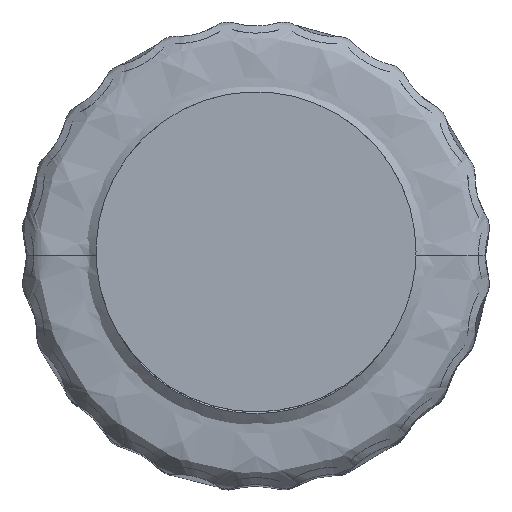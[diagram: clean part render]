
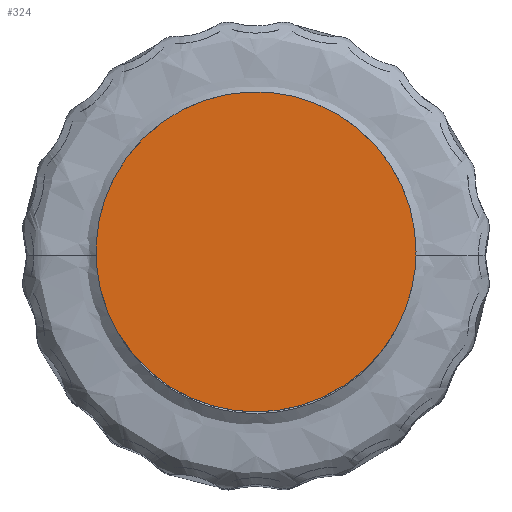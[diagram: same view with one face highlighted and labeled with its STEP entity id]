
A CAD part, top view. The second image highlights one B-rep face of the part: STEP entity #324.
In plain terms, the highlighted planar face has unit normal (0, 0, 1).
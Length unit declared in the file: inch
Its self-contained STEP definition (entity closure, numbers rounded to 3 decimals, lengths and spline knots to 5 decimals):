
#44=PLANE('',#3676);
#324=ADVANCED_FACE('',(#549),#44,.T.);
#549=FACE_OUTER_BOUND('',#794,.T.);
#794=EDGE_LOOP('',(#1922));
#1922=ORIENTED_EDGE('',*,*,#2493,.T.);
#2493=EDGE_CURVE('',#3427,#3427,#3061,.T.);
#3061=(
BOUNDED_CURVE()
B_SPLINE_CURVE(2,(#13895,#13896,#13897,#13898,#13899,#13900,#13901,#13902,
#13903),.UNSPECIFIED.,.T.,.F.)
B_SPLINE_CURVE_WITH_KNOTS((3,2,2,2,3),(0.,3.53429,7.06858,
10.60288,14.13717),.UNSPECIFIED.)
CURVE()
GEOMETRIC_REPRESENTATION_ITEM()
RATIONAL_B_SPLINE_CURVE((1.,0.707,1.,0.707,1.,0.707,
1.,0.707,1.))
REPRESENTATION_ITEM('')
);
#3427=VERTEX_POINT('',#13892);
#3676=AXIS2_PLACEMENT_3D('',#13863,#3696,$);
#3696=DIRECTION('',(0.,0.,1.));
#13863=CARTESIAN_POINT('',(-0.94262,-2.81454,38.25));
#13892=CARTESIAN_POINT('',(4.11988,-0.00204,38.25));
#13895=CARTESIAN_POINT('',(4.11988,-0.00204,38.25));
#13896=CARTESIAN_POINT('',(4.11988,2.24796,38.25));
#13897=CARTESIAN_POINT('',(1.86988,2.24796,38.25));
#13898=CARTESIAN_POINT('',(-0.38012,2.24796,38.25));
#13899=CARTESIAN_POINT('',(-0.38012,-0.00204,38.25));
#13900=CARTESIAN_POINT('',(-0.38012,-2.25204,38.25));
#13901=CARTESIAN_POINT('',(1.86988,-2.25204,38.25));
#13902=CARTESIAN_POINT('',(4.11988,-2.25204,38.25));
#13903=CARTESIAN_POINT('',(4.11988,-0.00204,38.25));
